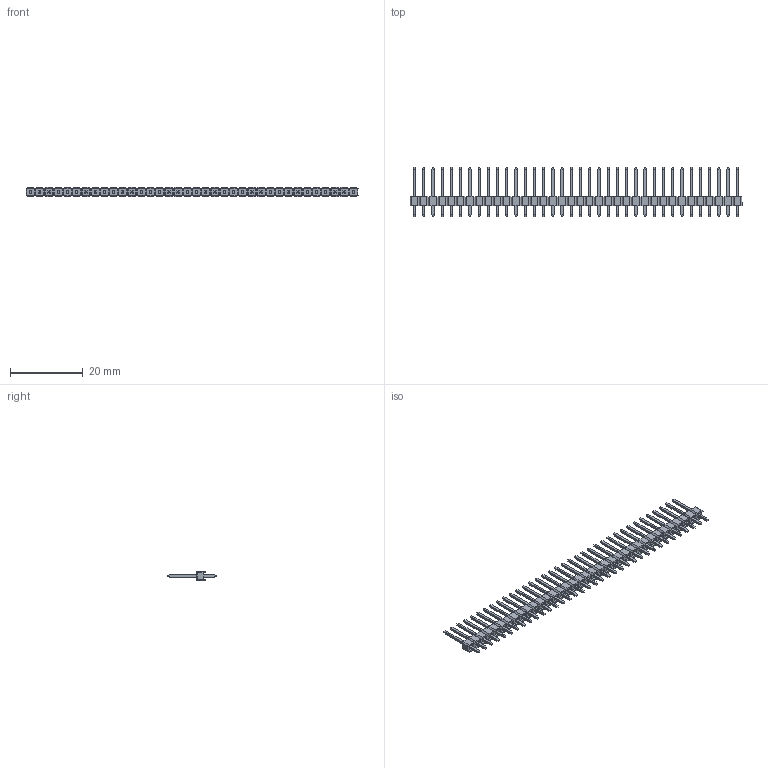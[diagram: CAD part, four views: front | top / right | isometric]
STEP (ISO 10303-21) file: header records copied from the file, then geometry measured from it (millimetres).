
FILE_DESCRIPTION (( 'STEP AP214' ), '1' );
FILE_NAME ('1x36 Male Pin Header.STEP', '2021-11-12T15:24:55', ( 'M.B.I.' ), ( '' ), 'SwSTEP 2.0', '', '' );
FILE_SCHEMA (( 'AUTOMOTIVE_DESIGN' ));
Length unit declared in the file: millimetre
Products named in the file (1): 1x36 Male Pin Header
Bounding box: 91.44 x 13.54 x 2.5 mm (x, y, z)
Volume: 627.8 mm3; surface area: 2487.5 mm2
Topology: 37 solids, 37 shells, 1376 faces, 3542 edges, 2240 vertices
Faces by surface type: plane 1376
Entity records: 40936 total; most frequent: CARTESIAN_POINT 7159, ORIENTED_EDGE 7084, DIRECTION 6296, LINE 3542, EDGE_CURVE 3542, VECTOR 3542, VERTEX_POINT 2240, EDGE_LOOP 1448
